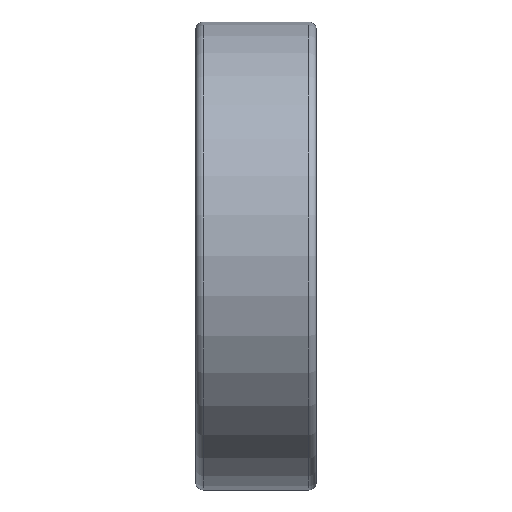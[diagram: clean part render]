
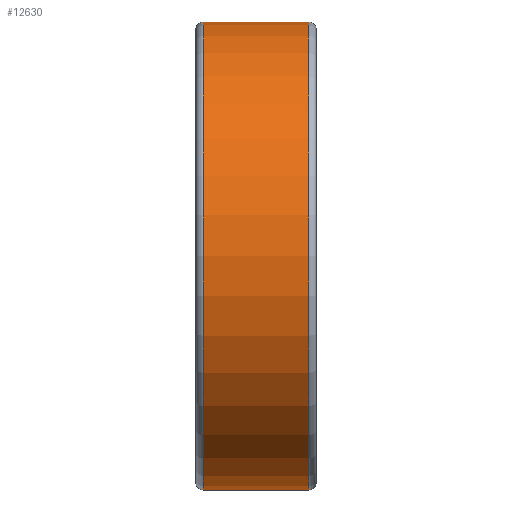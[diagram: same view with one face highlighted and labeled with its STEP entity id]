
A CAD part, top view. The second image highlights one B-rep face of the part: STEP entity #12630.
In plain terms, the highlighted cylindrical face has radius 31 mm (diameter 62 mm), a partial arc.
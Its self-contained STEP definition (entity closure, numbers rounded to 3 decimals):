
#3207=CARTESIAN_POINT('',(-7.,0.,0.));
#3208=DIRECTION('',(1.,0.,0.));
#3209=DIRECTION('',(0.,1.,0.));
#3210=AXIS2_PLACEMENT_3D('',#3207,#3208,#3209);
#3215=CARTESIAN_POINT('',(7.,0.,0.));
#3216=DIRECTION('',(1.,0.,0.));
#3217=DIRECTION('',(0.,1.,0.));
#3218=AXIS2_PLACEMENT_3D('',#3215,#3216,#3217);
#3231=DIRECTION('',(-1.,0.,0.));
#3232=VECTOR('',#3231,14.);
#3233=CARTESIAN_POINT('',(7.,-31.,0.));
#3234=LINE('',#3233,#3232);
#3246=DIRECTION('',(-1.,0.,0.));
#3247=VECTOR('',#3246,14.);
#3248=CARTESIAN_POINT('',(7.,31.,0.));
#3249=LINE('',#3248,#3247);
#9758=CARTESIAN_POINT('',(-7.,31.,0.));
#9759=CARTESIAN_POINT('',(-7.,-31.,0.));
#9760=VERTEX_POINT('',#9758);
#9761=VERTEX_POINT('',#9759);
#9762=CARTESIAN_POINT('',(7.,31.,0.));
#9763=CARTESIAN_POINT('',(7.,-31.,0.));
#9764=VERTEX_POINT('',#9762);
#9765=VERTEX_POINT('',#9763);
#12616=CARTESIAN_POINT('',(-8.8,0.,0.));
#12617=DIRECTION('',(1.,0.,0.));
#12618=DIRECTION('',(0.,-1.,0.));
#12619=AXIS2_PLACEMENT_3D('',#12616,#12617,#12618);
#12620=CYLINDRICAL_SURFACE('',#12619,31.);
#12621=ORIENTED_EDGE('',*,*,#12606,.F.);
#12623=ORIENTED_EDGE('',*,*,#12622,.F.);
#12625=ORIENTED_EDGE('',*,*,#12624,.T.);
#12627=ORIENTED_EDGE('',*,*,#12626,.T.);
#12628=EDGE_LOOP('',(#12621,#12623,#12625,#12627));
#12629=FACE_OUTER_BOUND('',#12628,.F.);
#3211=CIRCLE('',#3210,31.);
#3219=CIRCLE('',#3218,31.);
#12606=EDGE_CURVE('',#9760,#9761,#3211,.T.);
#12622=EDGE_CURVE('',#9764,#9760,#3249,.T.);
#12624=EDGE_CURVE('',#9764,#9765,#3219,.T.);
#12626=EDGE_CURVE('',#9765,#9761,#3234,.T.);
#12630=ADVANCED_FACE('',(#12629),#12620,.T.);
